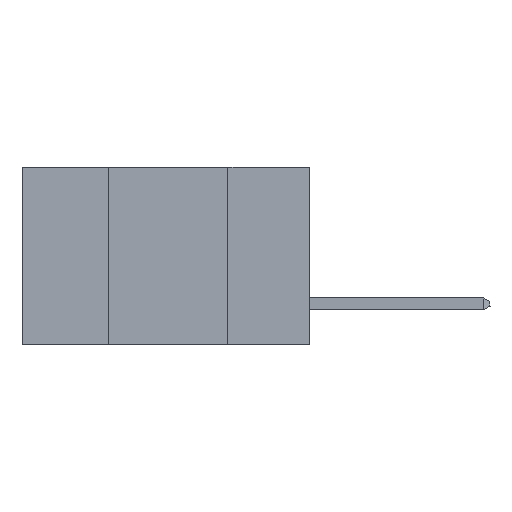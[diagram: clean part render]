
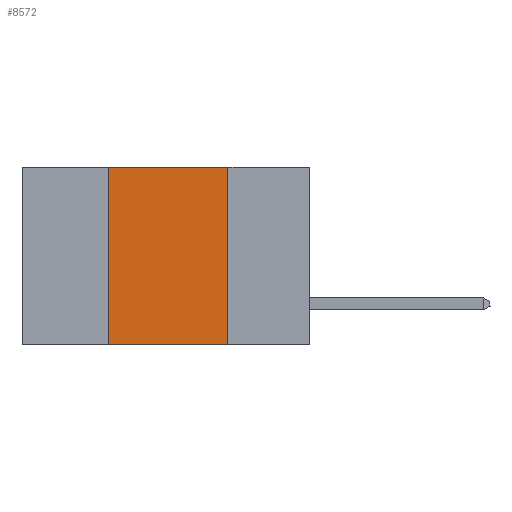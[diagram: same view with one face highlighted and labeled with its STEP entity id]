
A CAD part, left-side view. The second image highlights one B-rep face of the part: STEP entity #8572.
In plain terms, the highlighted planar face has unit normal (-1, 0, 0).
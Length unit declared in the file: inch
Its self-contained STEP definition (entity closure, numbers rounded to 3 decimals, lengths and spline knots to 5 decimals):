
#1007 = EDGE_CURVE ( 'NONE', #23718, #9959, #23699, .T. ) ;
#3368 = VERTEX_POINT ( 'NONE', #7843 ) ;
#3540 = AXIS2_PLACEMENT_3D ( 'NONE', #22780, #14663, #10692 ) ;
#4621 = CARTESIAN_POINT ( 'NONE',  ( 0., 0.17, 0. ) ) ;
#5131 = EDGE_LOOP ( 'NONE', ( #7796, #25561, #16554, #14048 ) ) ;
#5865 = CARTESIAN_POINT ( 'NONE',  ( 0., 0.42, 0. ) ) ;
#6628 = PLANE ( 'NONE',  #3540 ) ;
#7353 = VECTOR ( 'NONE', #17804, 39.37008 ) ;
#7796 = ORIENTED_EDGE ( 'NONE', *, *, #20284, .F. ) ;
#7843 = CARTESIAN_POINT ( 'NONE',  ( 0., 0.17, -0.37 ) ) ;
#8219 = DIRECTION ( 'NONE',  ( 0., -1., 0. ) ) ;
#8244 = FACE_OUTER_BOUND ( 'NONE', #5131, .T. ) ;
#8320 = LINE ( 'NONE', #19451, #12445 ) ;
#8572 = ADVANCED_FACE ( 'NONE', ( #8244 ), #6628, .F. ) ;
#8690 = EDGE_CURVE ( 'NONE', #24481, #3368, #18308, .T. ) ;
#9417 = DIRECTION ( 'NONE',  ( 0., 0., -1. ) ) ;
#9959 = VERTEX_POINT ( 'NONE', #4621 ) ;
#10692 = DIRECTION ( 'NONE',  ( 0., 0., -1. ) ) ;
#11364 = VECTOR ( 'NONE', #8219, 39.37008 ) ;
#11421 = DIRECTION ( 'NONE',  ( 0., -1., 0. ) ) ;
#12445 = VECTOR ( 'NONE', #9417, 39.37008 ) ;
#13462 = CARTESIAN_POINT ( 'NONE',  ( 0., 0.6, 0. ) ) ;
#14048 = ORIENTED_EDGE ( 'NONE', *, *, #8690, .T. ) ;
#14663 = DIRECTION ( 'NONE',  ( 1., 0., 0. ) ) ;
#16554 = ORIENTED_EDGE ( 'NONE', *, *, #21509, .F. ) ;
#17804 = DIRECTION ( 'NONE',  ( 0., 0., 1. ) ) ;
#18308 = LINE ( 'NONE', #24354, #11364 ) ;
#19451 = CARTESIAN_POINT ( 'NONE',  ( 0., 0.17, 0. ) ) ;
#20220 = VECTOR ( 'NONE', #11421, 39.37008 ) ;
#20284 = EDGE_CURVE ( 'NONE', #9959, #3368, #8320, .T. ) ;
#21216 = LINE ( 'NONE', #5865, #7353 ) ;
#21509 = EDGE_CURVE ( 'NONE', #24481, #23718, #21216, .T. ) ;
#22532 = CARTESIAN_POINT ( 'NONE',  ( 0., 0.42, -0.37 ) ) ;
#22711 = CARTESIAN_POINT ( 'NONE',  ( 0., 0.42, 0. ) ) ;
#22780 = CARTESIAN_POINT ( 'NONE',  ( 0., 0.6, 0. ) ) ;
#23699 = LINE ( 'NONE', #13462, #20220 ) ;
#23718 = VERTEX_POINT ( 'NONE', #22711 ) ;
#24354 = CARTESIAN_POINT ( 'NONE',  ( 0., 0.6, -0.37 ) ) ;
#24481 = VERTEX_POINT ( 'NONE', #22532 ) ;
#25561 = ORIENTED_EDGE ( 'NONE', *, *, #1007, .F. ) ;
